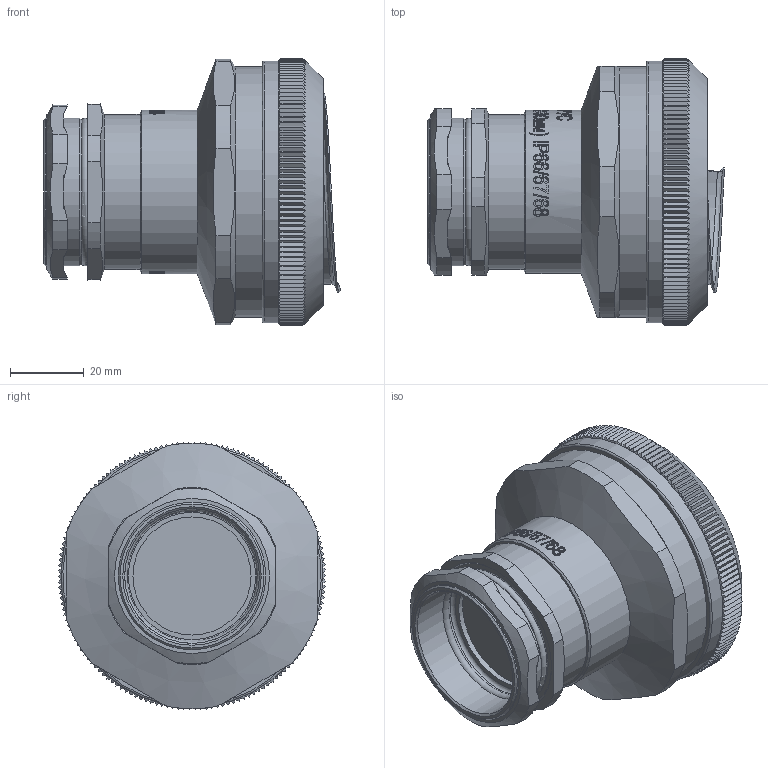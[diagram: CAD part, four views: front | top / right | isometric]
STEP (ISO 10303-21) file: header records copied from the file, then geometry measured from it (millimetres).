
FILE_DESCRIPTION(/* description */ (''),/* implementation_level */ '2;1');
FILE_NAME(/* name */ 'Модель ВК-М40-30-МР50.stp',/* time_stamp */ '2020-07-17T10:15:01+07:00',/* author */ ('Борисов Е'),/* organization */ (''),/* preprocessor_version */ 'ST-DEVELOPER v17',/* originating_system */ 'Autodesk Inventor 2019',/* authorisation */ '');
FILE_SCHEMA (('AUTOMOTIVE_DESIGN { 1 0 10303 214 3 1 1 }'));
Length unit declared in the file: millimetre
Products named in the file (1): Модель ВК-М4
0-30-МР50
Bounding box: 80.43 x 72.55 x 72.54 mm (x, y, z)
Volume: 124003.5 mm3; surface area: 38859 mm2
Topology: 1 solids, 1 shells, 909 faces, 2530 edges, 1693 vertices
Faces by surface type: plane 484, bspline 305, cylinder 91, cone 23, torus 6
Full cylindrical faces by diameter (mm): 32 x1, 36.5 x2, 40 x2, 42 x1, 44.2 x1, 49.2 x1, 50 x1, 59 x2, 61.2 x1, 66 x1, 66.4 x1, 67.8 x1, 71 x1
Entity records: 36424 total; most frequent: CARTESIAN_POINT 15808, ORIENTED_EDGE 5060, DIRECTION 2805, EDGE_CURVE 2530, VERTEX_POINT 1693, EDGE_LOOP 979, LINE 951, VECTOR 951
